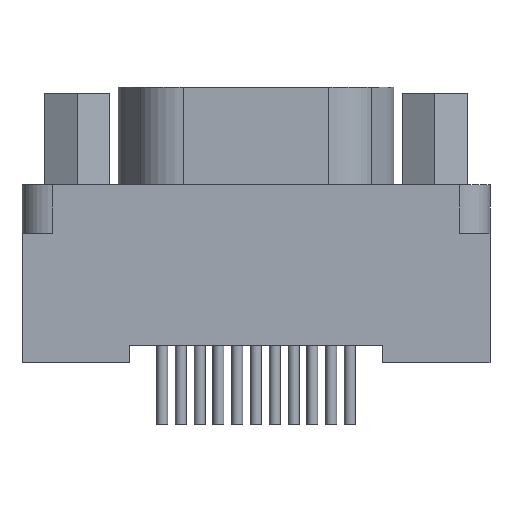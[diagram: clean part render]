
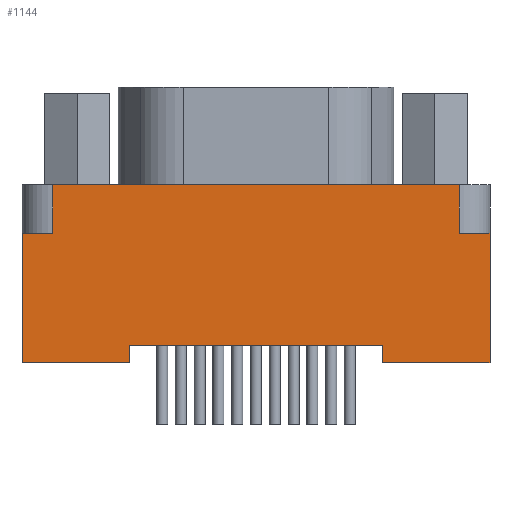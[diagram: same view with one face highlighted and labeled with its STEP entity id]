
A CAD part, front view. The second image highlights one B-rep face of the part: STEP entity #1144.
In plain terms, the highlighted planar face has unit normal (0, -1, 0).
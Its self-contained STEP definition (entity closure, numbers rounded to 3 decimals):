
#1144=ADVANCED_FACE('NONE',(#2436),#2437,.T.);
#2436=FACE_OUTER_BOUND('',#6171,.T.);
#2437=PLANE('',#6172);
#6171=EDGE_LOOP('',(#9764,#9765,#9766,#9767,#9768,#9769,#9770,#9771,#9772,#9773,#9774,#9775));
#6172=AXIS2_PLACEMENT_3D('',#9776,#9777,#9778);
#9764=ORIENTED_EDGE('',*,*,#11680,.T.);
#9765=ORIENTED_EDGE('',*,*,#11682,.T.);
#9766=ORIENTED_EDGE('',*,*,#11654,.T.);
#9767=ORIENTED_EDGE('',*,*,#11660,.T.);
#9768=ORIENTED_EDGE('',*,*,#11572,.T.);
#9769=ORIENTED_EDGE('',*,*,#11663,.T.);
#9770=ORIENTED_EDGE('',*,*,#11667,.T.);
#9771=ORIENTED_EDGE('',*,*,#11581,.F.);
#9772=ORIENTED_EDGE('',*,*,#11670,.T.);
#9773=ORIENTED_EDGE('',*,*,#11674,.T.);
#9774=ORIENTED_EDGE('',*,*,#11677,.T.);
#9775=ORIENTED_EDGE('',*,*,#11638,.F.);
#9776=CARTESIAN_POINT('',(-10.305,-3.935,-2.44));
#9777=DIRECTION('',(0.,-1.0,0.0));
#9778=DIRECTION('',(0.0,0.0,-1.0));
#11572=EDGE_CURVE('NONE',#13554,#13555,#13556,.T.);
#11581=EDGE_CURVE('NONE',#13568,#13566,#13570,.T.);
#11638=EDGE_CURVE('NONE',#13644,#13645,#13646,.T.);
#11654=EDGE_CURVE('NONE',#13669,#13670,#13671,.T.);
#11660=EDGE_CURVE('NONE',#13670,#13554,#13677,.T.);
#11663=EDGE_CURVE('NONE',#13555,#13679,#13681,.T.);
#11667=EDGE_CURVE('NONE',#13679,#13566,#13686,.T.);
#11670=EDGE_CURVE('NONE',#13568,#13688,#13690,.T.);
#11674=EDGE_CURVE('NONE',#13688,#13694,#13696,.T.);
#11677=EDGE_CURVE('NONE',#13694,#13645,#13699,.T.);
#11680=EDGE_CURVE('NONE',#13644,#13701,#13703,.T.);
#11682=EDGE_CURVE('NONE',#13701,#13669,#13705,.T.);
#13554=VERTEX_POINT('NONE',#18359);
#13555=VERTEX_POINT('NONE',#18360);
#13556=LINE('',#18361,#18362);
#13566=VERTEX_POINT('NONE',#18375);
#13568=VERTEX_POINT('NONE',#18378);
#13570=LINE('',#18380,#18381);
#13644=VERTEX_POINT('NONE',#18486);
#13645=VERTEX_POINT('NONE',#18487);
#13646=LINE('',#18488,#18489);
#13669=VERTEX_POINT('NONE',#18522);
#13670=VERTEX_POINT('NONE',#18523);
#13671=LINE('',#18524,#18525);
#13677=LINE('',#18533,#18534);
#13679=VERTEX_POINT('NONE',#18536);
#13681=LINE('',#18539,#18540);
#13686=LINE('',#18547,#18548);
#13688=VERTEX_POINT('NONE',#18550);
#13690=LINE('',#18552,#18553);
#13694=VERTEX_POINT('NONE',#18558);
#13696=LINE('',#18560,#18561);
#13699=LINE('',#18565,#18566);
#13701=VERTEX_POINT('NONE',#18568);
#13703=LINE('',#18571,#18572);
#13705=LINE('',#18574,#18575);
#18359=CARTESIAN_POINT('',(6.415,-3.935,-8.13));
#18360=CARTESIAN_POINT('',(6.415,-3.935,-9.02));
#18361=CARTESIAN_POINT('',(6.415,-3.935,-8.13));
#18362=VECTOR('',#20754,1000.0);
#18375=CARTESIAN_POINT('',(11.875,-3.935,-2.44));
#18378=CARTESIAN_POINT('',(10.305,-3.935,-2.44));
#18380=CARTESIAN_POINT('',(11.875,-3.935,-2.44));
#18381=VECTOR('',#20765,1000.0);
#18486=CARTESIAN_POINT('',(-11.875,-3.935,-2.44));
#18487=CARTESIAN_POINT('',(-10.305,-3.935,-2.44));
#18488=CARTESIAN_POINT('',(11.875,-3.935,-2.44));
#18489=VECTOR('',#20812,1000.0);
#18522=CARTESIAN_POINT('',(-6.415,-3.935,-9.02));
#18523=CARTESIAN_POINT('',(-6.415,-3.935,-8.13));
#18524=CARTESIAN_POINT('',(-6.415,-3.935,-8.13));
#18525=VECTOR('',#20829,1000.0);
#18533=CARTESIAN_POINT('',(-10.305,-3.935,-8.13));
#18534=VECTOR('',#20835,1000.0);
#18536=CARTESIAN_POINT('',(11.875,-3.935,-9.02));
#18539=CARTESIAN_POINT('',(-10.305,-3.935,-9.02));
#18540=VECTOR('',#20837,1000.0);
#18547=CARTESIAN_POINT('',(11.875,-3.935,-2.44));
#18548=VECTOR('',#20840,1000.0);
#18550=CARTESIAN_POINT('',(10.305,-3.935,0.0));
#18552=CARTESIAN_POINT('',(10.305,-3.935,-2.44));
#18553=VECTOR('',#20844,1000.0);
#18558=CARTESIAN_POINT('',(-10.305,-3.935,0.0));
#18560=CARTESIAN_POINT('',(-10.305,-3.935,0.0));
#18561=VECTOR('',#20849,1000.0);
#18565=CARTESIAN_POINT('',(-10.305,-3.935,-2.44));
#18566=VECTOR('',#20851,1000.0);
#18568=CARTESIAN_POINT('',(-11.875,-3.935,-9.02));
#18571=CARTESIAN_POINT('',(-11.875,-3.935,-2.44));
#18572=VECTOR('',#20853,1000.0);
#18574=CARTESIAN_POINT('',(-10.305,-3.935,-9.02));
#18575=VECTOR('',#20854,1000.0);
#20754=DIRECTION('',(0.0,-0.0,-1.0));
#20765=DIRECTION('',(1.0,0.0,-0.0));
#20812=DIRECTION('',(1.0,0.0,-0.0));
#20829=DIRECTION('',(0.0,0.0,1.0));
#20835=DIRECTION('',(1.0,0.,0.0));
#20837=DIRECTION('',(1.0,0.,0.0));
#20840=DIRECTION('',(-0.0,0.0,1.0));
#20844=DIRECTION('',(-0.0,0.0,1.0));
#20849=DIRECTION('',(-1.0,0.,-0.0));
#20851=DIRECTION('',(0.0,-0.0,-1.0));
#20853=DIRECTION('',(0.0,-0.0,-1.0));
#20854=DIRECTION('',(1.0,0.,0.0));
